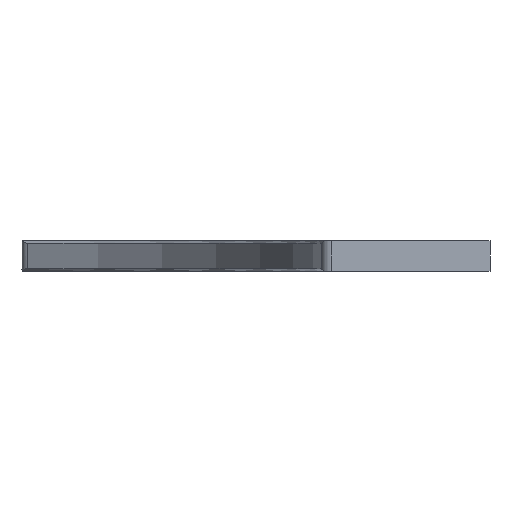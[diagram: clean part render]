
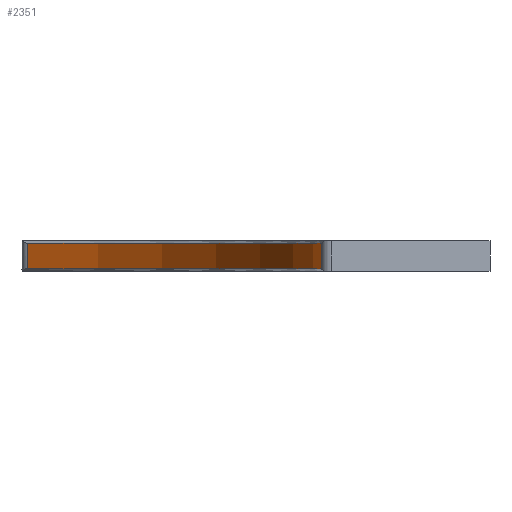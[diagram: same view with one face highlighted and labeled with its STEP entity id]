
A CAD part, front view. The second image highlights one B-rep face of the part: STEP entity #2351.
In plain terms, the highlighted cylindrical face has radius 165 mm (diameter 330 mm), a partial arc.
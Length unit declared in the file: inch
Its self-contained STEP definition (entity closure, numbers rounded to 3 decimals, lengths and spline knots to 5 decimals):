
#148 = DIRECTION ( 'NONE',  ( 0., 0., -1. ) ) ;
#313 = ORIENTED_EDGE ( 'NONE', *, *, #5863, .T. ) ;
#713 = AXIS2_PLACEMENT_3D ( 'NONE', #2041, #3853, #4780 ) ;
#794 = CARTESIAN_POINT ( 'NONE',  ( 2.85602, 5.83455, -0.031 ) ) ;
#827 = AXIS2_PLACEMENT_3D ( 'NONE', #1630, #5701, #3446 ) ;
#1600 = EDGE_LOOP ( 'NONE', ( #3975, #4186, #313, #2530 ) ) ;
#1626 = CARTESIAN_POINT ( 'NONE',  ( 6.49491, 0.12264, -0.3434 ) ) ;
#1630 = CARTESIAN_POINT ( 'NONE',  ( 0., 0., -0.3744 ) ) ;
#1933 = LINE ( 'NONE', #4142, #3375 ) ;
#1955 = CARTESIAN_POINT ( 'NONE',  ( 6.49491, 0.12264, -0.031 ) ) ;
#1977 = EDGE_CURVE ( 'NONE', #5590, #3895, #2415, .T. ) ;
#2041 = CARTESIAN_POINT ( 'NONE',  ( 0., 0., -0.3434 ) ) ;
#2351 = ADVANCED_FACE ( 'NONE', ( #5734 ), #3869, .F. ) ;
#2415 = LINE ( 'NONE', #4712, #5790 ) ;
#2530 = ORIENTED_EDGE ( 'NONE', *, *, #1977, .T. ) ;
#2685 = CARTESIAN_POINT ( 'NONE',  ( 2.85602, 5.83455, -0.3434 ) ) ;
#2936 = CIRCLE ( 'NONE', #3318, 6.49606 ) ;
#3264 = DIRECTION ( 'NONE',  ( 0., 0., 1. ) ) ;
#3318 = AXIS2_PLACEMENT_3D ( 'NONE', #5766, #4860, #4796 ) ;
#3375 = VECTOR ( 'NONE', #3264, 39.37008 ) ;
#3446 = DIRECTION ( 'NONE',  ( 1., 0., 0. ) ) ;
#3853 = DIRECTION ( 'NONE',  ( 0., 0., -1. ) ) ;
#3858 = VERTEX_POINT ( 'NONE', #1955 ) ;
#3869 = CYLINDRICAL_SURFACE ( 'NONE', #827, 6.49606 ) ;
#3895 = VERTEX_POINT ( 'NONE', #2685 ) ;
#3975 = ORIENTED_EDGE ( 'NONE', *, *, #4805, .T. ) ;
#4142 = CARTESIAN_POINT ( 'NONE',  ( 6.49491, 0.12264, -0.3744 ) ) ;
#4186 = ORIENTED_EDGE ( 'NONE', *, *, #4340, .T. ) ;
#4340 = EDGE_CURVE ( 'NONE', #5292, #3858, #1933, .T. ) ;
#4712 = CARTESIAN_POINT ( 'NONE',  ( 2.85602, 5.83455, -0.3744 ) ) ;
#4780 = DIRECTION ( 'NONE',  ( 1., 0., 0. ) ) ;
#4796 = DIRECTION ( 'NONE',  ( 1., 0., 0. ) ) ;
#4805 = EDGE_CURVE ( 'NONE', #3895, #5292, #5878, .T. ) ;
#4860 = DIRECTION ( 'NONE',  ( 0., 0., 1. ) ) ;
#5292 = VERTEX_POINT ( 'NONE', #1626 ) ;
#5590 = VERTEX_POINT ( 'NONE', #794 ) ;
#5701 = DIRECTION ( 'NONE',  ( 0., 0., 1. ) ) ;
#5734 = FACE_OUTER_BOUND ( 'NONE', #1600, .T. ) ;
#5766 = CARTESIAN_POINT ( 'NONE',  ( 0., 0., -0.031 ) ) ;
#5790 = VECTOR ( 'NONE', #148, 39.37008 ) ;
#5863 = EDGE_CURVE ( 'NONE', #3858, #5590, #2936, .T. ) ;
#5878 = CIRCLE ( 'NONE', #713, 6.49606 ) ;
